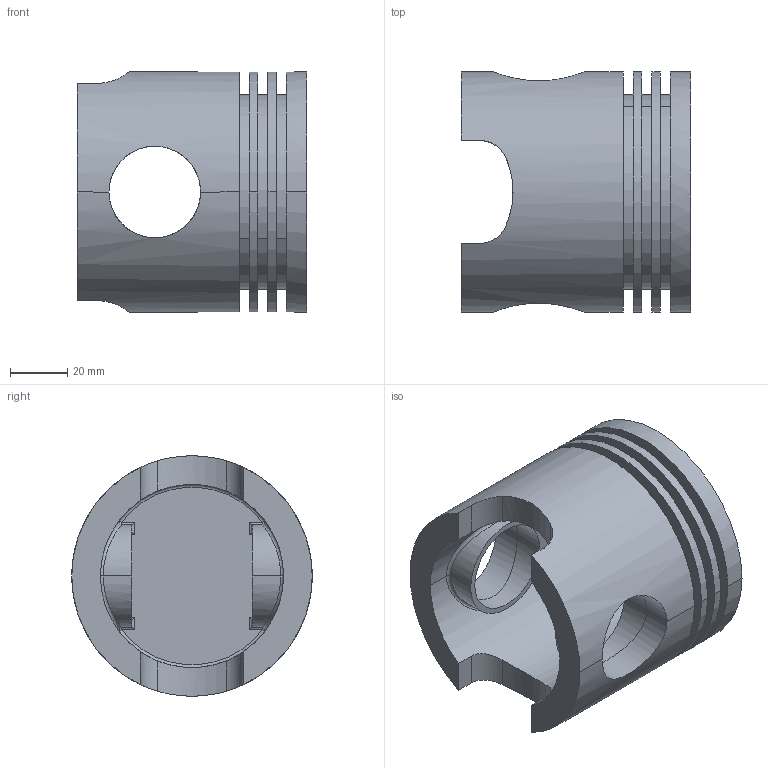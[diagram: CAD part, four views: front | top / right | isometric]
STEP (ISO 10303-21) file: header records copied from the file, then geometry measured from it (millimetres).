
FILE_DESCRIPTION(('CATIA V5 STEP Exchange'),'2;1');
FILE_NAME('piston ccmai.stp','2024-02-19T18:16:09+00:00',('none'),('none'),'CATIA Version 5 Release 21 GA (IN-10)','CATIA V5 STEP AP203','none');
FILE_SCHEMA(('CONFIG_CONTROL_DESIGN'));
Length unit declared in the file: millimetre
Products named in the file (1): piston ccmai
Bounding box: 80 x 84 x 84 mm (x, y, z)
Volume: 158002.3 mm3; surface area: 60483.4 mm2
Topology: 1 solids, 1 shells, 124 faces, 318 edges, 188 vertices
Faces by surface type: cylinder 60, plane 24, bspline 20, sphere 16, torus 4
Entity records: 5403 total; most frequent: CARTESIAN_POINT 2850, ORIENTED_EDGE 612, DIRECTION 342, EDGE_CURVE 306, VERTEX_POINT 188, AXIS2_PLACEMENT_3D 176, EDGE_LOOP 132, ADVANCED_FACE 124
